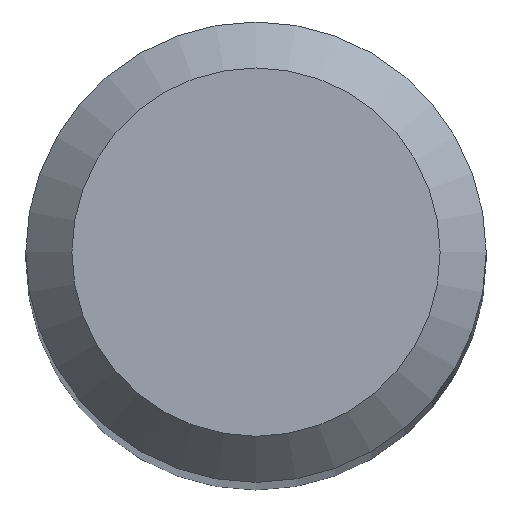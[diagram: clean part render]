
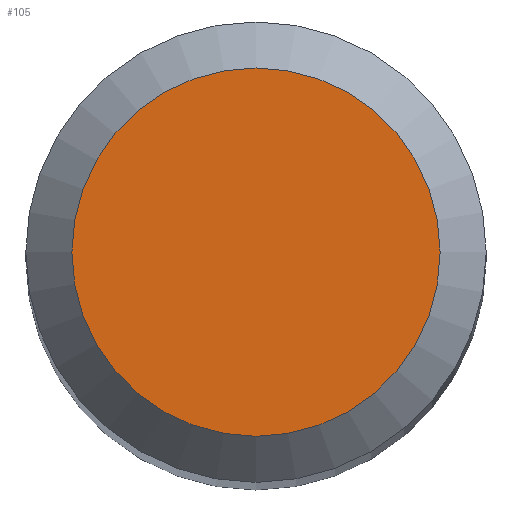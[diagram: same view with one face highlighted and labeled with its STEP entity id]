
A CAD part, top view. The second image highlights one B-rep face of the part: STEP entity #105.
In plain terms, the highlighted planar face has unit normal (0, 0, 1).
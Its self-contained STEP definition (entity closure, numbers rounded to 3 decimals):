
#11 = CIRCLE ( 'NONE', #51, 1.2 ) ;
#21 = CARTESIAN_POINT ( 'NONE',  ( 0., 0., 50. ) ) ;
#30 = CARTESIAN_POINT ( 'NONE',  ( 0., 0., 50. ) ) ;
#35 = CARTESIAN_POINT ( 'NONE',  ( 0., 1.2, 50. ) ) ;
#40 = VERTEX_POINT ( 'NONE', #35 ) ;
#45 = EDGE_LOOP ( 'NONE', ( #74 ) ) ;
#51 = AXIS2_PLACEMENT_3D ( 'NONE', #30, #132, #191 ) ;
#74 = ORIENTED_EDGE ( 'NONE', *, *, #267, .F. ) ;
#86 = FACE_OUTER_BOUND ( 'NONE', #45, .T. ) ;
#105 = ADVANCED_FACE ( 'NONE', ( #86 ), #298, .F. ) ;
#132 = DIRECTION ( 'NONE',  ( 0., 0., -1. ) ) ;
#191 = DIRECTION ( 'NONE',  ( 0., 1., 0. ) ) ;
#257 = AXIS2_PLACEMENT_3D ( 'NONE', #21, #284, #276 ) ;
#267 = EDGE_CURVE ( 'NONE', #40, #40, #11, .T. ) ;
#276 = DIRECTION ( 'NONE',  ( 0., 1., 0. ) ) ;
#284 = DIRECTION ( 'NONE',  ( 0., 0., -1. ) ) ;
#298 = PLANE ( 'NONE',  #257 ) ;
